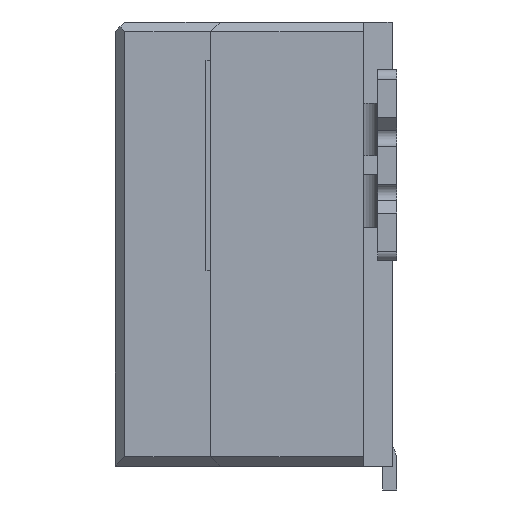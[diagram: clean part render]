
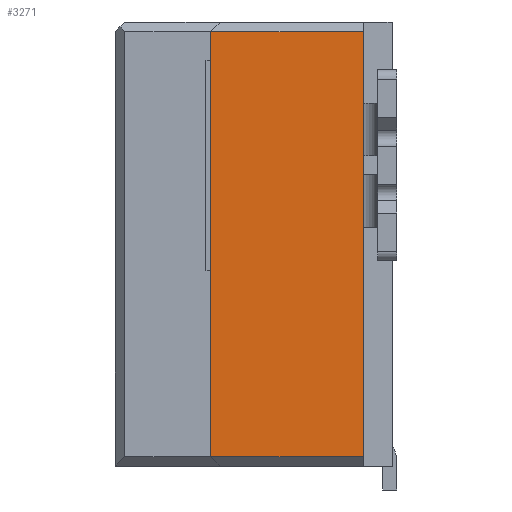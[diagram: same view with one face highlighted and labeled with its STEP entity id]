
A CAD part, left-side view. The second image highlights one B-rep face of the part: STEP entity #3271.
In plain terms, the highlighted planar face has unit normal (-1, 0, 0).
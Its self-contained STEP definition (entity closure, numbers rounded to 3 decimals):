
#418 = VERTEX_POINT ( 'NONE', #12983 ) ;
#687 = VECTOR ( 'NONE', #13797, 1000. ) ;
#716 = DIRECTION ( 'NONE',  ( 0., 0., -1. ) ) ;
#730 = LINE ( 'NONE', #5925, #13792 ) ;
#3039 = EDGE_LOOP ( 'NONE', ( #9779, #10604, #12708, #3310 ) ) ;
#3175 = CARTESIAN_POINT ( 'NONE',  ( -16.15, 0.35, -0.25 ) ) ;
#3271 = ADVANCED_FACE ( 'NONE', ( #13661 ), #13388, .T. ) ;
#3310 = ORIENTED_EDGE ( 'NONE', *, *, #5871, .F. ) ;
#4351 = VERTEX_POINT ( 'NONE', #3175 ) ;
#4972 = CARTESIAN_POINT ( 'NONE',  ( -16.15, 1.95, 0. ) ) ;
#5117 = LINE ( 'NONE', #8281, #8047 ) ;
#5871 = EDGE_CURVE ( 'NONE', #418, #4351, #5117, .T. ) ;
#5925 = CARTESIAN_POINT ( 'NONE',  ( -16.15, 0.05, -0.25 ) ) ;
#6929 = VERTEX_POINT ( 'NONE', #9235 ) ;
#7081 = DIRECTION ( 'NONE',  ( 0., 0., 1. ) ) ;
#7126 = EDGE_CURVE ( 'NONE', #8941, #4351, #730, .T. ) ;
#8047 = VECTOR ( 'NONE', #716, 1000. ) ;
#8281 = CARTESIAN_POINT ( 'NONE',  ( -16.15, 0.35, -0.35 ) ) ;
#8389 = EDGE_CURVE ( 'NONE', #6929, #8941, #13741, .T. ) ;
#8941 = VERTEX_POINT ( 'NONE', #14218 ) ;
#9235 = CARTESIAN_POINT ( 'NONE',  ( -16.15, 1.95, 4.2 ) ) ;
#9558 = CARTESIAN_POINT ( 'NONE',  ( -16.15, 0.05, -0.35 ) ) ;
#9779 = ORIENTED_EDGE ( 'NONE', *, *, #10504, .T. ) ;
#9995 = AXIS2_PLACEMENT_3D ( 'NONE', #9558, #14643, #7081 ) ;
#10297 = LINE ( 'NONE', #12329, #16229 ) ;
#10504 = EDGE_CURVE ( 'NONE', #418, #6929, #10297, .T. ) ;
#10604 = ORIENTED_EDGE ( 'NONE', *, *, #8389, .T. ) ;
#12329 = CARTESIAN_POINT ( 'NONE',  ( -16.15, 1.95, 4.2 ) ) ;
#12708 = ORIENTED_EDGE ( 'NONE', *, *, #7126, .T. ) ;
#12983 = CARTESIAN_POINT ( 'NONE',  ( -16.15, 0.35, 4.2 ) ) ;
#13388 = PLANE ( 'NONE',  #9995 ) ;
#13552 = DIRECTION ( 'NONE',  ( 0., 1., 0. ) ) ;
#13661 = FACE_OUTER_BOUND ( 'NONE', #3039, .T. ) ;
#13741 = LINE ( 'NONE', #4972, #687 ) ;
#13792 = VECTOR ( 'NONE', #14758, 1000. ) ;
#13797 = DIRECTION ( 'NONE',  ( 0., 0., -1. ) ) ;
#14218 = CARTESIAN_POINT ( 'NONE',  ( -16.15, 1.95, -0.25 ) ) ;
#14643 = DIRECTION ( 'NONE',  ( -1., 0., 0. ) ) ;
#14758 = DIRECTION ( 'NONE',  ( 0., -1., 0. ) ) ;
#16229 = VECTOR ( 'NONE', #13552, 1000. ) ;
